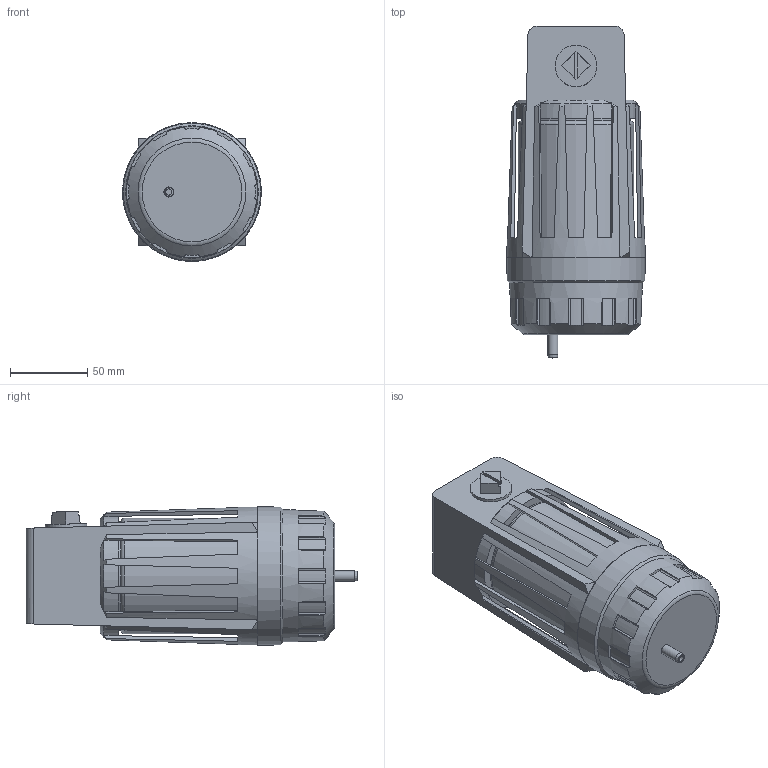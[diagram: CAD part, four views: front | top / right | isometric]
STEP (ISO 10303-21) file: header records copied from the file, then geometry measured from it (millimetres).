
FILE_DESCRIPTION( ( 'STEP AP203' ), '1' );
FILE_NAME( '9.4034.00.700.stp', '2018-12-13T08:18:51', ( '' ), ( '' ), ' ', 'PARTsolutions', ' ' );
FILE_SCHEMA( ( 'CONFIG_CONTROL_DESIGN' ) );
Length unit declared in the file: millimetre
Products named in the file (1): _9.4034.00.700
Bounding box: 90 x 215.1 x 90 mm (x, y, z)
Volume: 976790 mm3; surface area: 92790.5 mm2
Topology: 1 solids, 1 shells, 203 faces, 630 edges, 419 vertices
Faces by surface type: plane 108, cylinder 50, cone 42, torus 2, bspline 1
Full cylindrical faces by diameter (mm): 4 x1, 4.917 x4, 6.5 x1, 24.117 x1, 27 x1, 36 x1, 70 x1, 75 x1, 84 x1
Entity records: 7283 total; most frequent: CARTESIAN_POINT 1881, ORIENTED_EDGE 1188, DIRECTION 1044, EDGE_CURVE 594, VERTEX_POINT 408, AXIS2_PLACEMENT_3D 407, EDGE_LOOP 242, LINE 230
